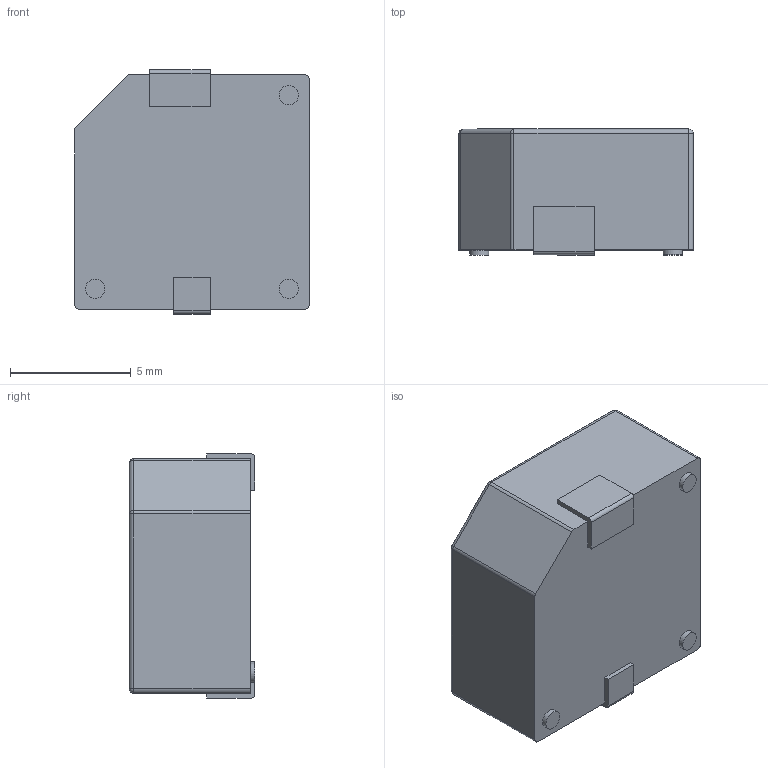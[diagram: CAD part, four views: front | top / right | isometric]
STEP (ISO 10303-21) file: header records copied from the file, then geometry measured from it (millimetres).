
FILE_DESCRIPTION(/* description */ ('STEP AP214'),/* implementation_level */ '2;1');
FILE_NAME(/* name */ 'FUET-9650B-3V.stp',/* time_stamp */ '2020-07-24T12:56:15+02:00',/* author */ ('franc'),/* organization */ (''),/* preprocessor_version */ 'ST-DEVELOPER v18',/* originating_system */ 'Autodesk Inventor 2020',/* authorisation */ '');
FILE_SCHEMA (('AUTOMOTIVE_DESIGN { 1 0 10303 214 3 1 1 }'));
Length unit declared in the file: millimetre
Products named in the file (1): CUI_DEVICES_CMI-9705-0580-SMT-TR
Bounding box: 9.7 x 5.2 x 10.1 mm (x, y, z)
Volume: 455.5 mm3; surface area: 389.2 mm2
Topology: 1 solids, 1 shells, 74 faces, 193 edges, 125 vertices
Faces by surface type: plane 51, cylinder 18, sphere 5
Full cylindrical faces by diameter (mm): 0.8 x3, 1.5 x1, 1.75 x1, 1.85 x1
Entity records: 2369 total; most frequent: CARTESIAN_POINT 389, DIRECTION 387, ORIENTED_EDGE 378, EDGE_CURVE 189, LINE 141, VECTOR 141, VERTEX_POINT 125, AXIS2_PLACEMENT_3D 123
